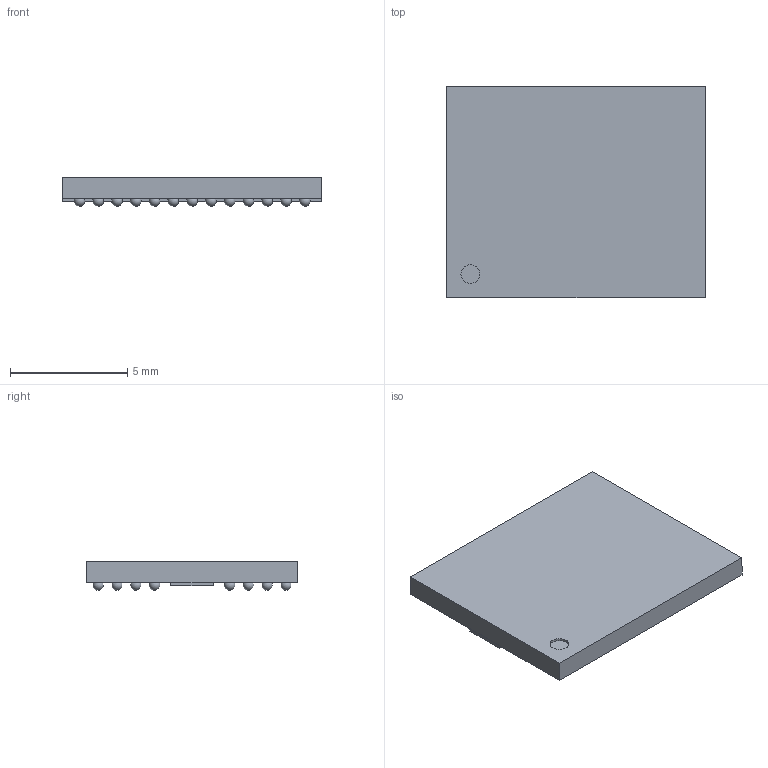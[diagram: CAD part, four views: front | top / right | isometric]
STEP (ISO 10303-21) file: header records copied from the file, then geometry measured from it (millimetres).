
FILE_DESCRIPTION(('FreeCAD Model'),'2;1');
FILE_NAME('Open CASCADE Shape Model','2023-03-23T13:59:22',(''),(''), 'Open CASCADE STEP processor 7.6','FreeCAD','Unknown');
FILE_SCHEMA(('AUTOMOTIVE_DESIGN { 1 0 10303 214 1 1 1 1 }'));
Length unit declared in the file: millimetre
Products named in the file (1): Body
Bounding box: 11 x 9 x 1.23 mm (x, y, z)
Volume: 95 mm3; surface area: 265.6 mm2
Topology: 1 solids, 1 shells, 98 faces, 281 edges, 186 vertices
Faces by surface type: sphere 82, plane 15, cylinder 1
Full cylindrical faces by diameter (mm): 0.8 x1
Entity records: 2910 total; most frequent: DIRECTION 563, CARTESIAN_POINT 484, ORIENTED_EDGE 398, AXIS2_PLACEMENT_3D 265, EDGE_CURVE 199, VERTEX_POINT 186, FACE_BOUND 181, EDGE_LOOP 181
